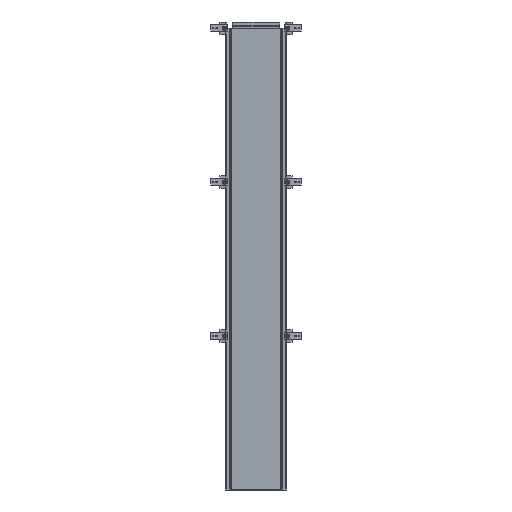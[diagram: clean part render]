
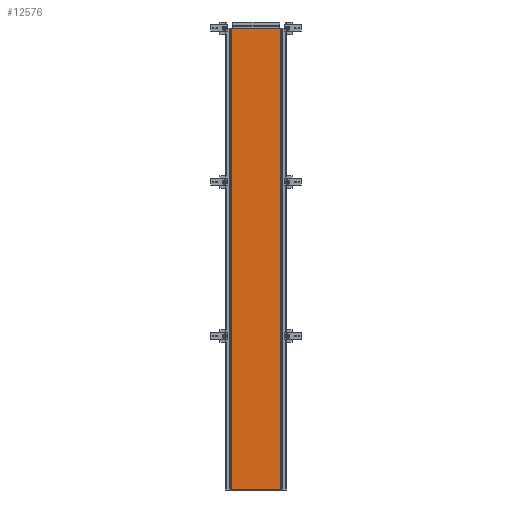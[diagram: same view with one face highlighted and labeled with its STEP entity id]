
A CAD part, front view. The second image highlights one B-rep face of the part: STEP entity #12576.
In plain terms, the highlighted planar face has unit normal (0, -1, 0).
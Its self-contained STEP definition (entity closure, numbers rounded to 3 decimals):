
#12161=DIRECTION('',(0.,0.,1.));
#12162=VECTOR('',#12161,259.);
#12163=CARTESIAN_POINT('',(-1200.,0.,-129.5));
#12164=LINE('',#12163,#12162);
#12165=DIRECTION('',(0.,0.,-1.));
#12166=VECTOR('',#12165,259.);
#12167=CARTESIAN_POINT('',(1200.,0.,129.5));
#12168=LINE('',#12167,#12166);
#12186=DIRECTION('',(-1.,0.,0.));
#12187=VECTOR('',#12186,2400.);
#12188=CARTESIAN_POINT('',(1200.,0.,-129.5));
#12189=LINE('',#12188,#12187);
#12282=DIRECTION('',(1.,0.,0.));
#12283=VECTOR('',#12282,2400.);
#12284=CARTESIAN_POINT('',(-1200.,0.,129.5));
#12285=LINE('',#12284,#12283);
#12485=CARTESIAN_POINT('',(1200.,0.,129.5));
#12486=VERTEX_POINT('',#12485);
#12487=CARTESIAN_POINT('',(-1200.,0.,129.5));
#12488=VERTEX_POINT('',#12487);
#12497=CARTESIAN_POINT('',(1200.,0.,-129.5));
#12498=VERTEX_POINT('',#12497);
#12499=CARTESIAN_POINT('',(-1200.,0.,-129.5));
#12500=VERTEX_POINT('',#12499);
#12561=CARTESIAN_POINT('',(0.,0.,0.));
#12562=DIRECTION('',(0.,1.,0.));
#12563=DIRECTION('',(1.,0.,0.));
#12564=AXIS2_PLACEMENT_3D('',#12561,#12562,#12563);
#12565=PLANE('',#12564);
#12567=ORIENTED_EDGE('',*,*,#12566,.T.);
#12569=ORIENTED_EDGE('',*,*,#12568,.T.);
#12571=ORIENTED_EDGE('',*,*,#12570,.T.);
#12573=ORIENTED_EDGE('',*,*,#12572,.T.);
#12574=EDGE_LOOP('',(#12567,#12569,#12571,#12573));
#12575=FACE_OUTER_BOUND('',#12574,.F.);
#12566=EDGE_CURVE('',#12500,#12488,#12164,.T.);
#12568=EDGE_CURVE('',#12488,#12486,#12285,.T.);
#12570=EDGE_CURVE('',#12486,#12498,#12168,.T.);
#12572=EDGE_CURVE('',#12498,#12500,#12189,.T.);
#12576=ADVANCED_FACE('',(#12575),#12565,.F.);
